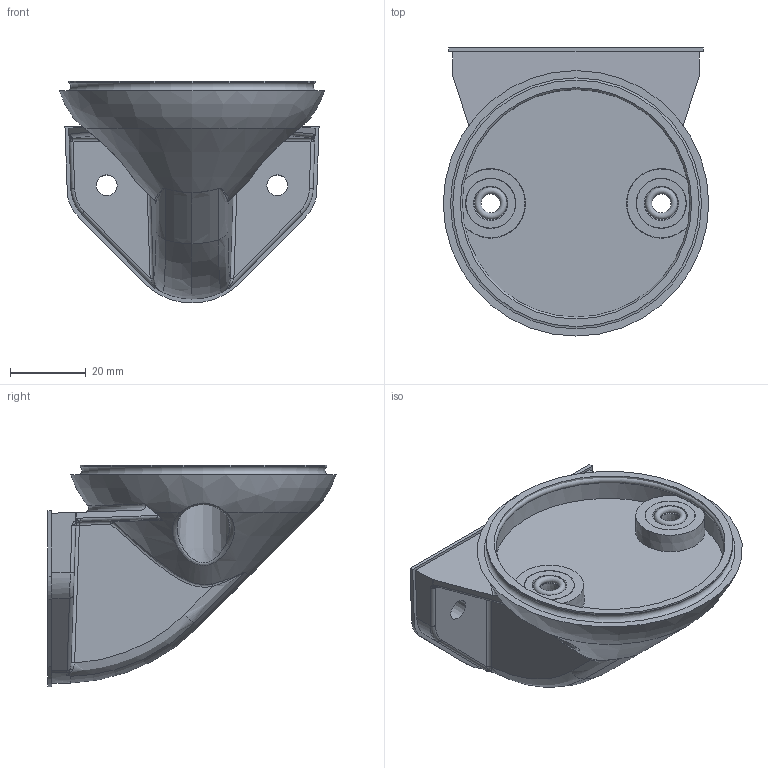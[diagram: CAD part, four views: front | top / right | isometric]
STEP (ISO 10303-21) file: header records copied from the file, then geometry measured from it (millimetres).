
FILE_DESCRIPTION(/* description */ (''),/* implementation_level */ '2;1');
FILE_NAME(/* name */ 'PVW.stp',/* time_stamp */ '2014-04-04T10:56:21+02:00',/* author */ (''),/* organization */ (''),/* preprocessor_version */ 'ST-DEVELOPER v11',/* originating_system */ 'SIEMENS PLM Software NX 7.5',/* authorisation */ '');
FILE_SCHEMA (('AUTOMOTIVE_DESIGN { 1 0 10303 214 1 1 1 1 }'));
Length unit declared in the file: millimetre
Products named in the file (1): m.ne4FD4hw97
Bounding box: 70 x 76 x 58.5 mm (x, y, z)
Volume: 72867.7 mm3; surface area: 27875 mm2
Topology: 5 solids, 5 shells, 186 faces, 453 edges, 275 vertices
Faces by surface type: bspline 60, plane 51, cylinder 42, cone 13, torus 10, extrusion 4, sphere 4, revolution 2
Full cylindrical faces by diameter (mm): 5.5 x2, 9.1 x2, 13.1 x2, 13.2 x2, 65 x1
Entity records: 8447 total; most frequent: CARTESIAN_POINT 4625, ORIENTED_EDGE 806, DIRECTION 687, EDGE_CURVE 403, AXIS2_PLACEMENT_3D 281, VERTEX_POINT 262, EDGE_LOOP 232, ADVANCED_FACE 186
